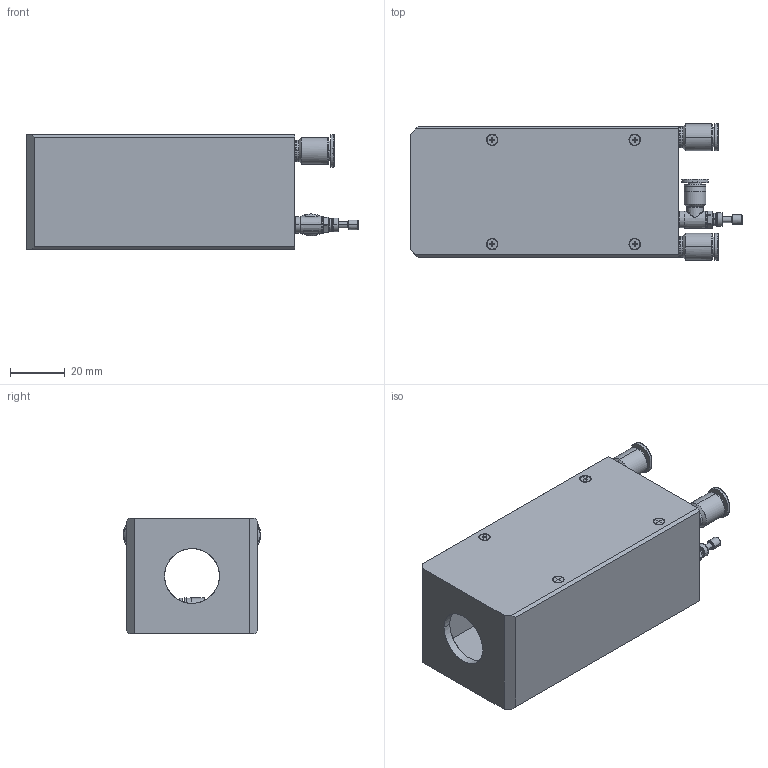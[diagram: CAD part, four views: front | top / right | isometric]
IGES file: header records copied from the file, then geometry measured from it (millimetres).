
Global section: file name: tmpdocument; native system: VariCAD 2015-1.09; preprocessor: 5.3; author: Trial; organization: Trial; date: 20150526.090721; units: millimetre
Bounding box: 121.16 x 49.8 x 42 mm (x, y, z)
Surface area: 37810.4 mm2 (no closed solid volume)
Topology: 0 solids, 0 shells, 329 faces, 1460 edges, 1460 vertices
Faces by surface type: revolution 173, bspline 156
